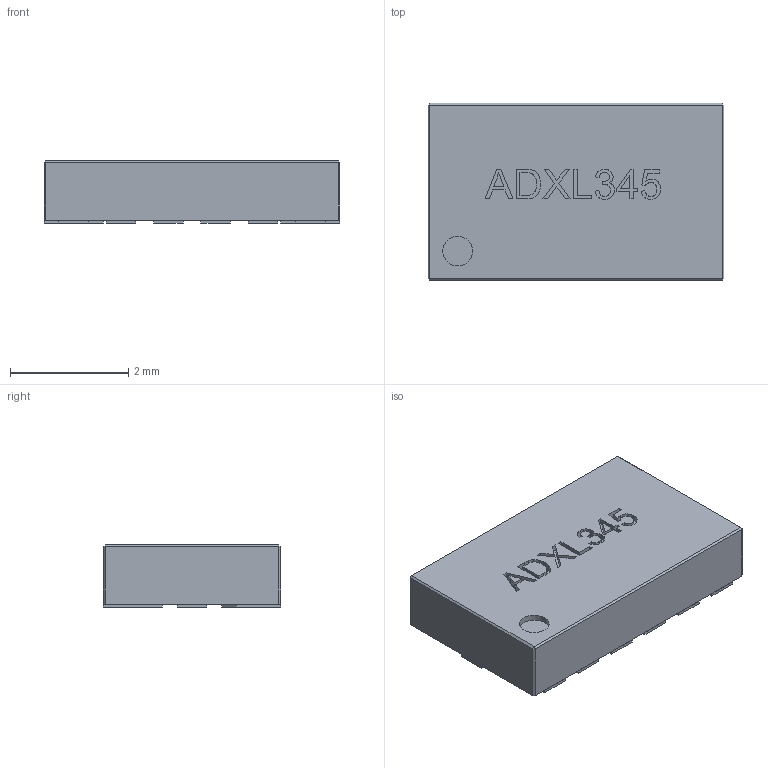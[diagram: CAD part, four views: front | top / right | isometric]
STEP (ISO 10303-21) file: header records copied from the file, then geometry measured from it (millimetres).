
FILE_DESCRIPTION(/* description */ (''),/* implementation_level */ '2;1');
FILE_NAME(/* name */ 'ADXL345_LGA-14_3x5mm.step',/* time_stamp */ '2019-11-13T22:06:12+01:00',/* author */ (''),/* organization */ (''),/* preprocessor_version */ 'ST-DEVELOPER v18',/* originating_system */ 'Autodesk Translation Framework v8.12.0.6',/* authorisation */ '');
FILE_SCHEMA (('AUTOMOTIVE_DESIGN { 1 0 10303 214 3 1 1 }'));
Length unit declared in the file: millimetre
Products named in the file (1): ADXL345_LGA-14_3x5mm
Bounding box: 5 x 3 x 1.05 mm (x, y, z)
Volume: 15.3 mm3; surface area: 63.5 mm2
Topology: 15 solids, 15 shells, 241 faces, 588 edges, 388 vertices
Faces by surface type: plane 175, bspline 64, cylinder 2
Entity records: 7583 total; most frequent: CARTESIAN_POINT 2306, ORIENTED_EDGE 1176, DIRECTION 820, EDGE_CURVE 588, LINE 456, VECTOR 456, VERTEX_POINT 388, EDGE_LOOP 252
